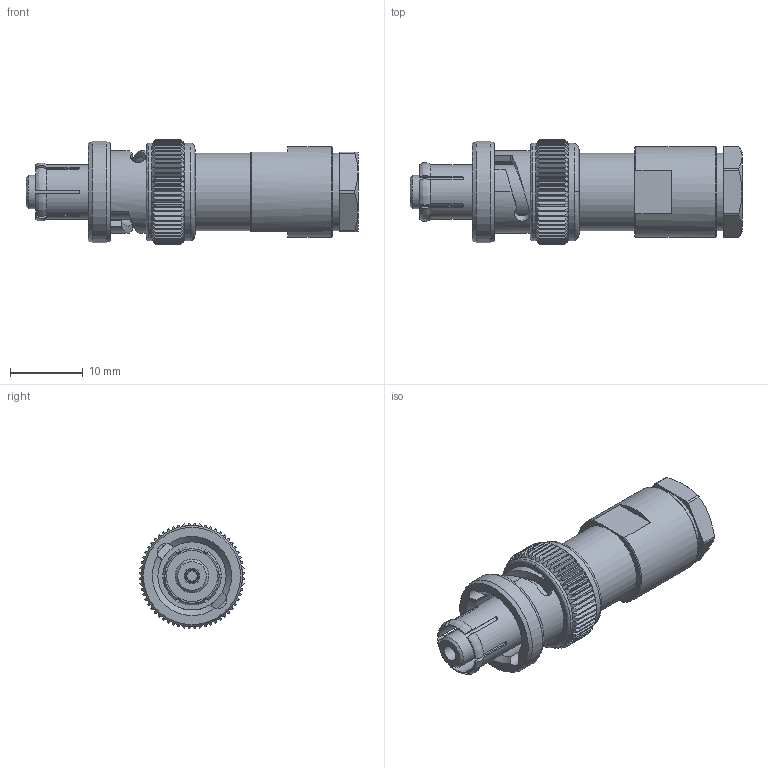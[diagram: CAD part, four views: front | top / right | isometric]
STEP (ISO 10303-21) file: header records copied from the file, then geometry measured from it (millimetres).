
FILE_DESCRIPTION (( 'STEP AP203' ), '1' );
FILE_NAME ('PE4498_3D.STEP', '2020-10-08T19:04:13', ( '' ), ( '' ), 'SwSTEP 2.0', 'SolidWorks 2018', '' );
FILE_SCHEMA (( 'CONFIG_CONTROL_DESIGN' ));
Length unit declared in the file: inch
Products named in the file (1): PE4498_3D
Bounding box: 45.73 x 14.47 x 14.47 mm (x, y, z)
Volume: 4060 mm3; surface area: 3474.1 mm2
Topology: 1 solids, 1 shells, 347 faces, 989 edges, 654 vertices
Faces by surface type: plane 200, cylinder 99, cone 30, bspline 18
Full cylindrical faces by diameter (mm): 1.676 x1, 2.184 x2, 3 x1, 4.013 x1, 4.595 x1, 7.057 x1, 7.501 x1, 9.395 x1, 10.707 x2, 10.961 x1, 11.395 x1, 12.529 x1, 13.38 x1, 13.424 x1, 13.922 x1
Entity records: 13518 total; most frequent: CARTESIAN_POINT 5159, ORIENTED_EDGE 1898, DIRECTION 1490, EDGE_CURVE 949, VERTEX_POINT 641, AXIS2_PLACEMENT_3D 580, EDGE_LOOP 384, FACE_OUTER_BOUND 362
